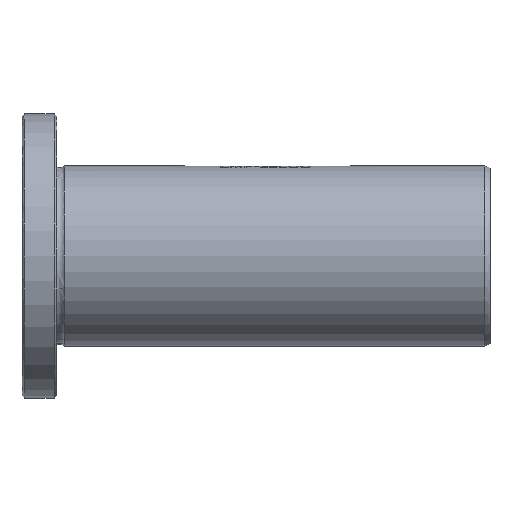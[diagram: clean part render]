
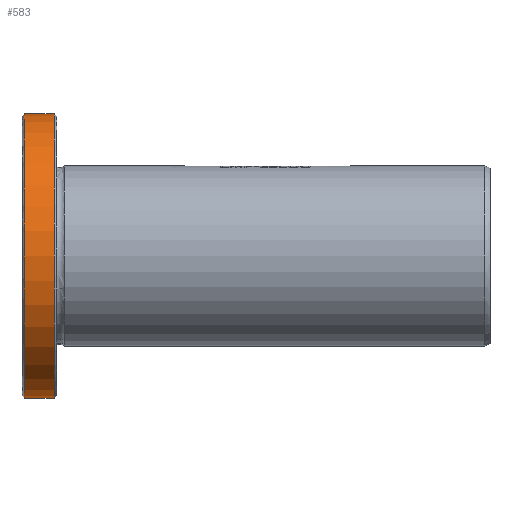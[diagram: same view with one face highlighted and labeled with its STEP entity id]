
A CAD part, front view. The second image highlights one B-rep face of the part: STEP entity #583.
In plain terms, the highlighted cylindrical face has radius 41 mm (diameter 82 mm), a full revolution.
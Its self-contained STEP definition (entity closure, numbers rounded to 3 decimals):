
#526=CYLINDRICAL_SURFACE('',#6727,41.);
#583=ADVANCED_FACE('',(#1736,#1737),#526,.T.);
#1189=CIRCLE('',#6717,41.);
#1190=CIRCLE('',#6718,41.);
#1191=CIRCLE('',#6725,41.);
#1192=CIRCLE('',#6726,41.);
#1736=FACE_BOUND('',#1841,.T.);
#1737=FACE_BOUND('',#1842,.T.);
#1841=EDGE_LOOP('',(#2539,#2540));
#1842=EDGE_LOOP('',(#2541,#2542));
#2539=ORIENTED_EDGE('',*,*,#4987,.T.);
#2540=ORIENTED_EDGE('',*,*,#4988,.T.);
#2541=ORIENTED_EDGE('',*,*,#4997,.F.);
#2542=ORIENTED_EDGE('',*,*,#4998,.F.);
#4351=VERTEX_POINT('',#10152);
#4352=VERTEX_POINT('',#10153);
#4361=VERTEX_POINT('',#10250);
#4362=VERTEX_POINT('',#10251);
#4987=EDGE_CURVE('',#4351,#4352,#1189,.T.);
#4988=EDGE_CURVE('',#4352,#4351,#1190,.T.);
#4997=EDGE_CURVE('',#4361,#4362,#1191,.T.);
#4998=EDGE_CURVE('',#4362,#4361,#1192,.T.);
#6717=AXIS2_PLACEMENT_3D('',#10151,#7275,#7276);
#6718=AXIS2_PLACEMENT_3D('',#10154,#7277,#7278);
#6725=AXIS2_PLACEMENT_3D('',#10249,#7291,#7292);
#6726=AXIS2_PLACEMENT_3D('',#10252,#7293,#7294);
#6727=AXIS2_PLACEMENT_3D('',#10253,#7295,#7296);
#7275=DIRECTION('',(1.,0.,0.));
#7276=DIRECTION('',(0.,0.,-1.));
#7277=DIRECTION('',(1.,0.,0.));
#7278=DIRECTION('',(0.,0.,-1.));
#7291=DIRECTION('',(1.,0.,0.));
#7292=DIRECTION('',(0.,0.,1.));
#7293=DIRECTION('',(1.,0.,0.));
#7294=DIRECTION('',(0.,0.,1.));
#7295=DIRECTION('',(1.,0.,0.));
#7296=DIRECTION('',(0.,0.,-1.));
#10151=CARTESIAN_POINT('',(0.7,0.,0.));
#10152=CARTESIAN_POINT('',(0.7,0.,-41.));
#10153=CARTESIAN_POINT('',(0.7,0.,41.));
#10154=CARTESIAN_POINT('',(0.7,0.,0.));
#10249=CARTESIAN_POINT('',(9.3,0.,0.));
#10250=CARTESIAN_POINT('',(9.3,0.,41.));
#10251=CARTESIAN_POINT('',(9.3,0.,-41.));
#10252=CARTESIAN_POINT('',(9.3,0.,0.));
#10253=CARTESIAN_POINT('',(0.7,0.,0.));
